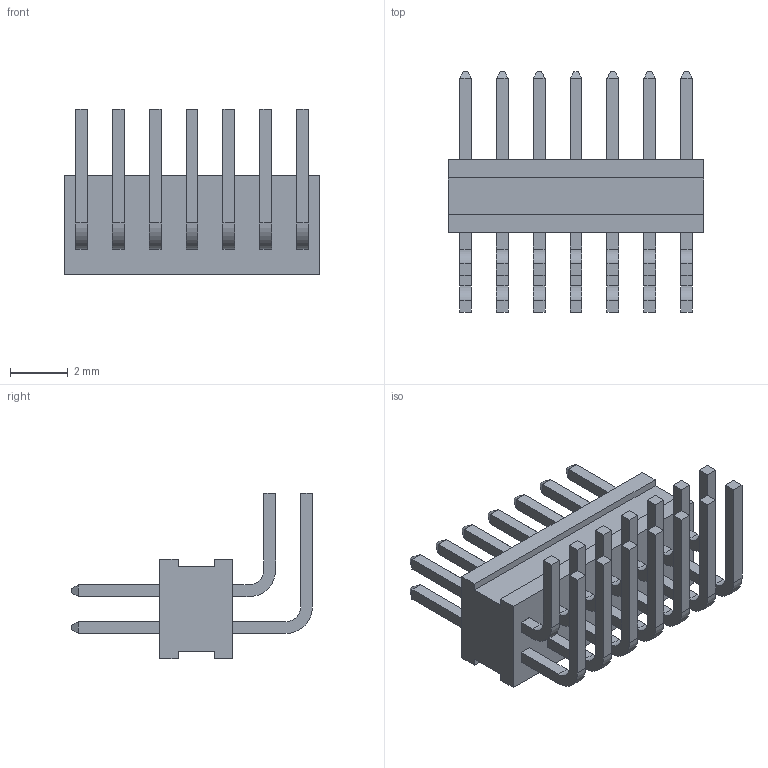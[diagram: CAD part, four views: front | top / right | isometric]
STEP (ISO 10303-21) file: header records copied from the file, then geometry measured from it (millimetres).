
FILE_DESCRIPTION( ( 'STEP AP203' ), ' ' );
FILE_NAME( 'FTSH-107-01-F-D-RA.stp', '2018-03-23T14:29:44', ( '' ), ( '' ), ' ', 'PARTsolutions', ' ' );
FILE_SCHEMA( ( 'CONFIG_CONTROL_DESIGN' ) );
Length unit declared in the file: inch
Products named in the file (4): FTSH-107-01-F-D-RA; _FTSH-107-01-F-D-RA_body; _FTSH-107-01-F-D-RA_pins1; _FTSH-107-01-F-D-RA_pins2
Assembly tree (3 placements, depth 2):
  FTSH-107-01-F-D-RA
    _FTSH-107-01-F-D-RA_body
    _FTSH-107-01-F-D-RA_pins1
    _FTSH-107-01-F-D-RA_pins2
Bounding box: 8.81 x 8.31 x 5.71 mm (x, y, z)
Volume: 92.6 mm3; surface area: 442.3 mm2
Topology: 3 solids, 3 shells, 324 faces, 898 edges, 580 vertices
Faces by surface type: plane 296, cylinder 28
Entity records: 10303 total; most frequent: CARTESIAN_POINT 1806, ORIENTED_EDGE 1796, DIRECTION 1610, EDGE_CURVE 898, LINE 842, VECTOR 842, VERTEX_POINT 580, AXIS2_PLACEMENT_3D 384
